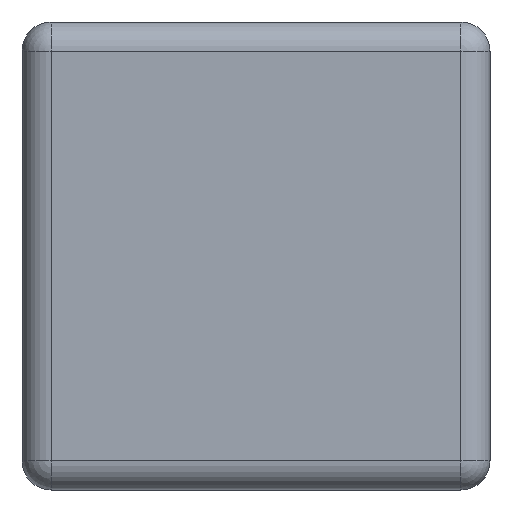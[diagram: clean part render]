
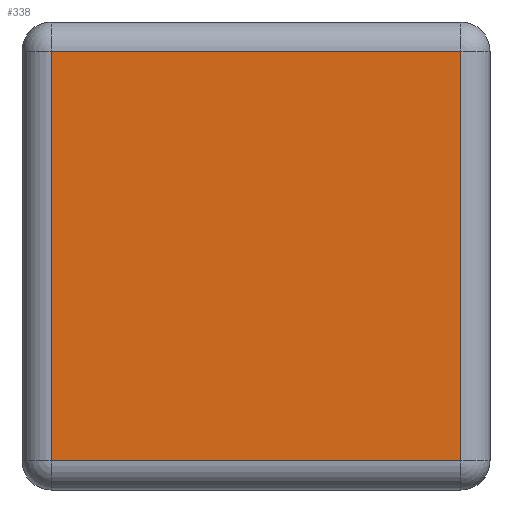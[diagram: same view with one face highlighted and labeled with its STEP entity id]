
A CAD part, front view. The second image highlights one B-rep face of the part: STEP entity #338.
In plain terms, the highlighted planar face has unit normal (0, -1, 0).
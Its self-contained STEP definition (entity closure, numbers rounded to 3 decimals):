
#64=ORIENTED_EDGE('',*,*,#160,.T.);
#65=ORIENTED_EDGE('',*,*,#161,.T.);
#66=ORIENTED_EDGE('',*,*,#162,.T.);
#67=ORIENTED_EDGE('',*,*,#163,.T.);
#160=EDGE_CURVE('',#208,#209,#232,.F.);
#161=EDGE_CURVE('',#209,#210,#233,.F.);
#162=EDGE_CURVE('',#210,#211,#234,.T.);
#163=EDGE_CURVE('',#211,#208,#235,.T.);
#208=VERTEX_POINT('',#556);
#209=VERTEX_POINT('',#557);
#210=VERTEX_POINT('',#559);
#211=VERTEX_POINT('',#561);
#232=LINE('',#555,#256);
#233=LINE('',#558,#257);
#234=LINE('',#560,#258);
#235=LINE('',#562,#259);
#256=VECTOR('',#431,1000.);
#257=VECTOR('',#432,1000.);
#258=VECTOR('',#433,1000.);
#259=VECTOR('',#434,1000.);
#280=EDGE_LOOP('',(#64,#65,#66,#67));
#306=FACE_BOUND('',#280,.T.);
#332=PLANE('',#377);
#338=ADVANCED_FACE('',(#306),#332,.F.);
#377=AXIS2_PLACEMENT_3D('',#554,#429,#430);
#429=DIRECTION('',(0.,1.,0.));
#430=DIRECTION('',(0.,0.,1.));
#431=DIRECTION('',(0.,0.,1.));
#432=DIRECTION('',(-1.,0.,0.));
#433=DIRECTION('',(0.,0.,1.));
#434=DIRECTION('',(-1.,0.,0.));
#554=CARTESIAN_POINT('',(0.,-68.2,0.));
#555=CARTESIAN_POINT('',(-1.4,-68.2,-1.4));
#556=CARTESIAN_POINT('',(-1.4,-68.2,1.4));
#557=CARTESIAN_POINT('',(-1.4,-68.2,-1.4));
#558=CARTESIAN_POINT('',(1.4,-68.2,-1.4));
#559=CARTESIAN_POINT('',(1.4,-68.2,-1.4));
#560=CARTESIAN_POINT('',(1.4,-68.2,1.4));
#561=CARTESIAN_POINT('',(1.4,-68.2,1.4));
#562=CARTESIAN_POINT('',(-1.4,-68.2,1.4));
